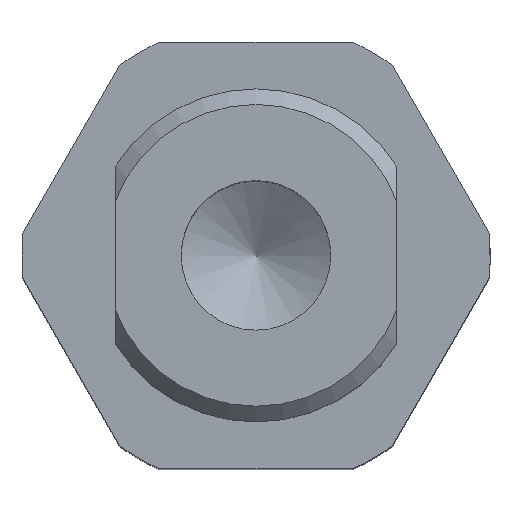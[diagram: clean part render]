
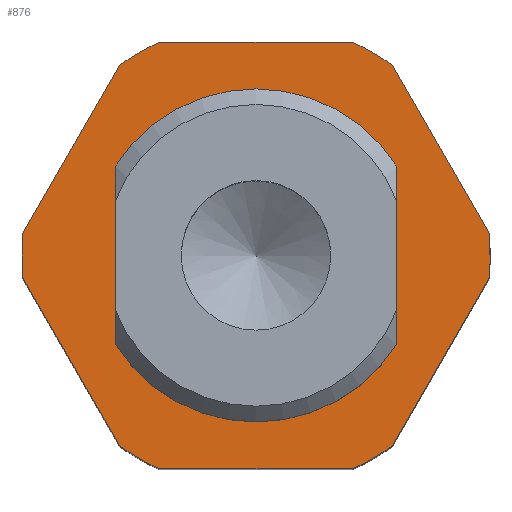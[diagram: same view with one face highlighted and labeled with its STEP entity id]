
A CAD part, top view. The second image highlights one B-rep face of the part: STEP entity #876.
In plain terms, the highlighted planar face has unit normal (0, 0, 1).
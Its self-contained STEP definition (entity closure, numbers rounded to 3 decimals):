
#35=FACE_BOUND('',#166,.T.);
#63=PLANE('',#955);
#110=FACE_OUTER_BOUND('',#165,.T.);
#165=EDGE_LOOP('',(#750,#751,#752,#753,#754,#755,#756,#757,#758,#759,#760,
#761));
#166=EDGE_LOOP('',(#762,#763,#764,#765));
#194=LINE('',#1272,#270);
#197=LINE('',#1277,#273);
#200=LINE('',#1282,#276);
#234=LINE('',#1395,#310);
#237=LINE('',#1406,#313);
#240=LINE('',#1437,#316);
#242=LINE('',#1441,#318);
#243=LINE('',#1443,#319);
#270=VECTOR('',#1025,18.547);
#273=VECTOR('',#1032,18.547);
#276=VECTOR('',#1039,18.547);
#310=VECTOR('',#1129,17.176);
#313=VECTOR('',#1134,17.176);
#316=VECTOR('',#1177,18.547);
#318=VECTOR('',#1183,18.547);
#319=VECTOR('',#1186,18.547);
#321=CIRCLE('',#882,22.5);
#323=CIRCLE('',#885,22.5);
#325=CIRCLE('',#888,22.5);
#327=CIRCLE('',#891,22.5);
#329=CIRCLE('',#894,22.5);
#331=CIRCLE('',#897,22.5);
#345=CIRCLE('',#940,16.);
#346=CIRCLE('',#942,16.);
#353=VERTEX_POINT('',#1196);
#354=VERTEX_POINT('',#1198);
#359=VERTEX_POINT('',#1209);
#360=VERTEX_POINT('',#1211);
#365=VERTEX_POINT('',#1222);
#366=VERTEX_POINT('',#1224);
#371=VERTEX_POINT('',#1235);
#372=VERTEX_POINT('',#1237);
#377=VERTEX_POINT('',#1248);
#378=VERTEX_POINT('',#1250);
#383=VERTEX_POINT('',#1261);
#384=VERTEX_POINT('',#1263);
#417=VERTEX_POINT('',#1392);
#418=VERTEX_POINT('',#1394);
#421=VERTEX_POINT('',#1403);
#422=VERTEX_POINT('',#1405);
#431=EDGE_CURVE('',#354,#353,#321,.T.);
#437=EDGE_CURVE('',#360,#359,#323,.T.);
#443=EDGE_CURVE('',#366,#365,#325,.T.);
#449=EDGE_CURVE('',#372,#371,#327,.T.);
#455=EDGE_CURVE('',#378,#377,#329,.T.);
#461=EDGE_CURVE('',#384,#383,#331,.T.);
#466=EDGE_CURVE('',#371,#360,#194,.T.);
#469=EDGE_CURVE('',#377,#354,#197,.T.);
#472=EDGE_CURVE('',#383,#366,#200,.T.);
#521=EDGE_CURVE('',#418,#417,#234,.T.);
#525=EDGE_CURVE('',#422,#421,#237,.T.);
#533=EDGE_CURVE('',#417,#422,#345,.T.);
#534=EDGE_CURVE('',#421,#418,#346,.T.);
#538=EDGE_CURVE('',#359,#378,#240,.T.);
#540=EDGE_CURVE('',#353,#384,#242,.T.);
#541=EDGE_CURVE('',#365,#372,#243,.T.);
#750=ORIENTED_EDGE('',*,*,#431,.T.);
#751=ORIENTED_EDGE('',*,*,#540,.T.);
#752=ORIENTED_EDGE('',*,*,#461,.T.);
#753=ORIENTED_EDGE('',*,*,#472,.T.);
#754=ORIENTED_EDGE('',*,*,#443,.T.);
#755=ORIENTED_EDGE('',*,*,#541,.T.);
#756=ORIENTED_EDGE('',*,*,#449,.T.);
#757=ORIENTED_EDGE('',*,*,#466,.T.);
#758=ORIENTED_EDGE('',*,*,#437,.T.);
#759=ORIENTED_EDGE('',*,*,#538,.T.);
#760=ORIENTED_EDGE('',*,*,#455,.T.);
#761=ORIENTED_EDGE('',*,*,#469,.T.);
#762=ORIENTED_EDGE('',*,*,#534,.T.);
#763=ORIENTED_EDGE('',*,*,#521,.T.);
#764=ORIENTED_EDGE('',*,*,#533,.T.);
#765=ORIENTED_EDGE('',*,*,#525,.T.);
#876=ADVANCED_FACE('',(#110,#35),#63,.T.);
#882=AXIS2_PLACEMENT_3D('',#1199,#965,#966);
#885=AXIS2_PLACEMENT_3D('',#1212,#975,#976);
#888=AXIS2_PLACEMENT_3D('',#1225,#985,#986);
#891=AXIS2_PLACEMENT_3D('',#1238,#995,#996);
#894=AXIS2_PLACEMENT_3D('',#1251,#1005,#1006);
#897=AXIS2_PLACEMENT_3D('',#1264,#1015,#1016);
#940=AXIS2_PLACEMENT_3D('',#1421,#1151,#1152);
#942=AXIS2_PLACEMENT_3D('',#1423,#1155,#1156);
#955=AXIS2_PLACEMENT_3D('',#1442,#1184,#1185);
#965=DIRECTION('center_axis',(0.,0.,1.));
#966=DIRECTION('ref_axis',(-0.995,0.099,0.));
#975=DIRECTION('center_axis',(0.,0.,1.));
#976=DIRECTION('ref_axis',(0.583,0.812,0.));
#985=DIRECTION('center_axis',(0.,0.,1.));
#986=DIRECTION('ref_axis',(0.412,-0.911,0.));
#995=DIRECTION('center_axis',(0.,0.,1.));
#996=DIRECTION('ref_axis',(0.995,-0.099,0.));
#1005=DIRECTION('center_axis',(0.,0.,1.));
#1006=DIRECTION('ref_axis',(-0.412,0.911,0.));
#1015=DIRECTION('center_axis',(0.,0.,1.));
#1016=DIRECTION('ref_axis',(-0.583,-0.812,0.));
#1025=DIRECTION('',(0.5,-0.866,0.));
#1032=DIRECTION('',(0.5,0.866,0.));
#1039=DIRECTION('',(-1.,0.,0.));
#1129=DIRECTION('',(0.,1.,0.));
#1134=DIRECTION('',(0.,-1.,0.));
#1151=DIRECTION('center_axis',(0.,0.,-1.));
#1152=DIRECTION('ref_axis',(-1.,0.,0.));
#1155=DIRECTION('center_axis',(0.,0.,-1.));
#1156=DIRECTION('ref_axis',(-1.,0.,0.));
#1177=DIRECTION('',(1.,0.,0.));
#1183=DIRECTION('',(-0.5,0.866,0.));
#1184=DIRECTION('center_axis',(0.,0.,1.));
#1185=DIRECTION('ref_axis',(1.,0.,0.));
#1186=DIRECTION('',(-0.5,-0.866,0.));
#1196=CARTESIAN_POINT('',(22.39,2.219,0.));
#1198=CARTESIAN_POINT('',(22.39,-2.219,0.));
#1199=CARTESIAN_POINT('Origin',(0.,0.,0.));
#1209=CARTESIAN_POINT('',(-9.274,-20.5,0.));
#1211=CARTESIAN_POINT('',(-13.117,-18.281,0.));
#1212=CARTESIAN_POINT('Origin',(0.,0.,0.));
#1222=CARTESIAN_POINT('',(-13.117,18.281,0.));
#1224=CARTESIAN_POINT('',(-9.274,20.5,0.));
#1225=CARTESIAN_POINT('Origin',(0.,0.,0.));
#1235=CARTESIAN_POINT('',(-22.39,-2.219,0.));
#1237=CARTESIAN_POINT('',(-22.39,2.219,0.));
#1238=CARTESIAN_POINT('Origin',(0.,0.,0.));
#1248=CARTESIAN_POINT('',(13.117,-18.281,0.));
#1250=CARTESIAN_POINT('',(9.274,-20.5,0.));
#1251=CARTESIAN_POINT('Origin',(0.,0.,0.));
#1261=CARTESIAN_POINT('',(9.274,20.5,0.));
#1263=CARTESIAN_POINT('',(13.117,18.281,0.));
#1264=CARTESIAN_POINT('Origin',(0.,0.,0.));
#1272=CARTESIAN_POINT('',(-23.671,0.,0.));
#1277=CARTESIAN_POINT('',(11.836,-20.5,0.));
#1282=CARTESIAN_POINT('',(11.836,20.5,0.));
#1392=CARTESIAN_POINT('',(-13.5,8.588,0.));
#1394=CARTESIAN_POINT('',(-13.5,-8.588,0.));
#1395=CARTESIAN_POINT('',(-13.5,8.588,0.));
#1403=CARTESIAN_POINT('',(13.5,-8.588,0.));
#1405=CARTESIAN_POINT('',(13.5,8.588,0.));
#1406=CARTESIAN_POINT('',(13.5,-8.588,0.));
#1421=CARTESIAN_POINT('Origin',(0.,0.,0.));
#1423=CARTESIAN_POINT('Origin',(0.,0.,0.));
#1437=CARTESIAN_POINT('',(-11.836,-20.5,0.));
#1441=CARTESIAN_POINT('',(23.671,0.,0.));
#1442=CARTESIAN_POINT('Origin',(0.,0.,
0.));
#1443=CARTESIAN_POINT('',(-11.836,20.5,0.));
